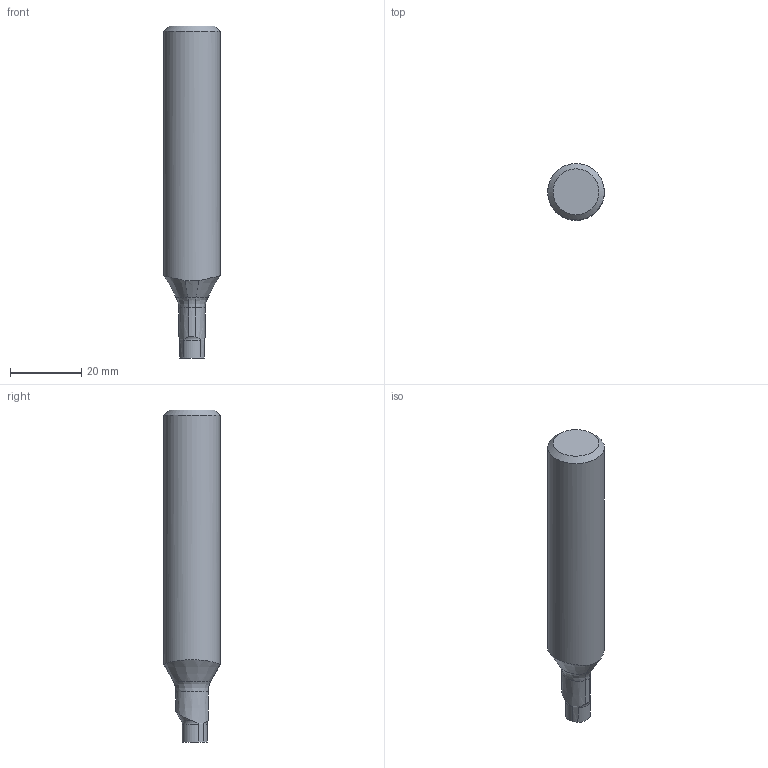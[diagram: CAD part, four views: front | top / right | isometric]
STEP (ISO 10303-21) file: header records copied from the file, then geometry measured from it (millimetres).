
FILE_DESCRIPTION(/* description */ (''),/* implementation_level */ '2;1');
FILE_NAME(/* name */ '1589879811404.stp',/* time_stamp */ '2020-05-19T14:47:04+05:00',/* author */ (''),/* organization */ ('SMS'),/* preprocessor_version */ 'ST-DEVELOPER v16.7',/* originating_system */ 'SIEMENS PLM Software NX 12.0',/* authorisation */ '');
FILE_SCHEMA (('AUTOMOTIVE_DESIGN { 1 0 10303 214 3 1 1 1 }'));
Length unit declared in the file: millimetre
Products named in the file (1): 202738535mod000_00
Bounding box: 15.87 x 15.87 x 93.1 mm (x, y, z)
Volume: 15446 mm3; surface area: 4388.6 mm2
Topology: 1 solids, 1 shells, 22 faces, 53 edges, 36 vertices
Faces by surface type: bspline 13, cylinder 3, torus 2, cone 2, plane 2
Full cylindrical faces by diameter (mm): 15.875 x1
Entity records: 1479 total; most frequent: CARTESIAN_POINT 1029, ORIENTED_EDGE 100, EDGE_CURVE 50, DIRECTION 49, VERTEX_POINT 32, B_SPLINE_CURVE_WITH_KNOTS 31, EDGE_LOOP 24, ADVANCED_FACE 22
